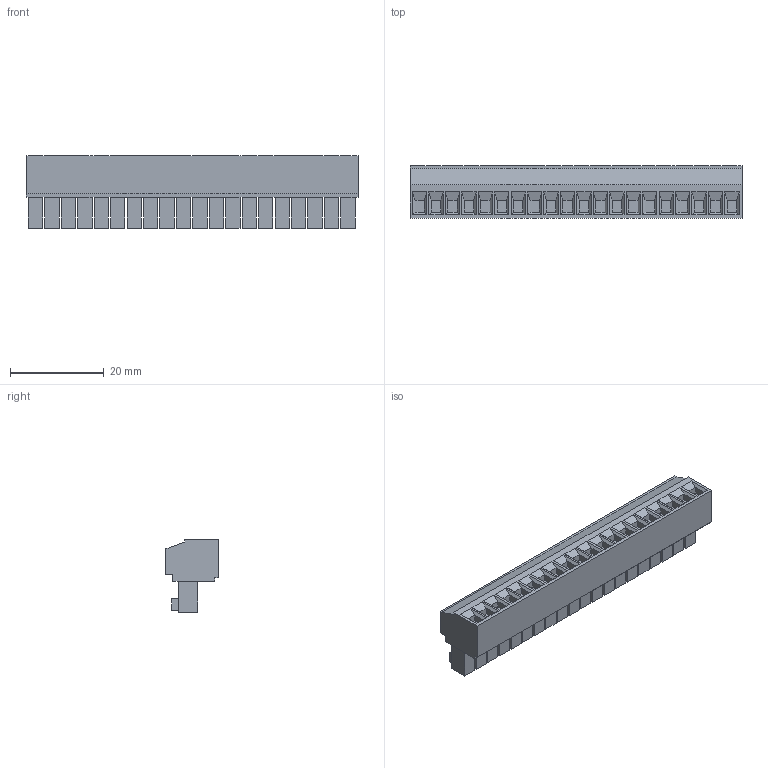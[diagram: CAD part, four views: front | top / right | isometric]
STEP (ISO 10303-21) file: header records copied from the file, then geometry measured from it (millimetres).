
FILE_DESCRIPTION((''),'2;1');
FILE_NAME('395000020','2015-01-12T',('me'),(''),'PRO/ENGINEER BY PARAMETRIC TECHNOLOGY CORPORATION, 2011490','PRO/ENGINEER BY PARAMETRIC TECHNOLOGY CORPORATION, 2011490','');
FILE_SCHEMA(('CONFIG_CONTROL_DESIGN'));
Length unit declared in the file: inch
Products named in the file (1): 395000020
Bounding box: 70.79 x 11.18 x 15.49 mm (x, y, z)
Volume: 7592.4 mm3; surface area: 6110.3 mm2
Topology: 1 solids, 1 shells, 877 faces, 2085 edges, 1390 vertices
Faces by surface type: plane 657, cylinder 180, cone 40
Entity records: 24928 total; most frequent: DIRECTION 4281, CARTESIAN_POINT 4273, ORIENTED_EDGE 4090, EDGE_CURVE 2045, VECTOR 1645, LINE 1645, AXIS2_PLACEMENT_3D 1318, VERTEX_POINT 1310
